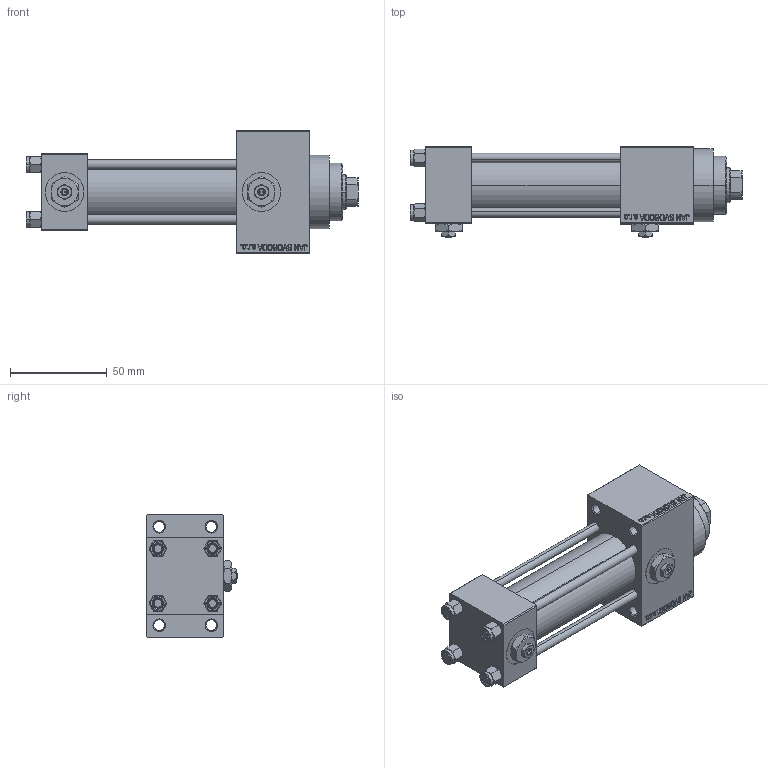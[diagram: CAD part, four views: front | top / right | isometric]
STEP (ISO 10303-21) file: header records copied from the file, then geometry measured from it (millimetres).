
FILE_DESCRIPTION (( 'STEP AP203' ), '1' );
FILE_NAME ('e2b7.STEP', '2022-04-15T04:00:22', ( '' ), ( '' ), 'SwSTEP 2.0', 'SolidWorks 2019', '' );
FILE_SCHEMA (( 'CONFIG_CONTROL_DESIGN' ));
Length unit declared in the file: millimetre
Products named in the file (7): e2b7; V215CR_D_Body 3bab2ab3e4e1e1b252f15735eef206c9; V215CR_VCP_D 3bab2ab3e4e1e1b252f15735eef206c9; V215CR_D_TYCINKA 3bab2ab3e4e1e1b252f15735eef206c9; Zatka_pro_OIL_PORT 3bab2ab3e4e1e1b252f15735eef206c9; V215_VC_A 3bab2ab3e4e1e1b252f15735eef206c9; NUT_M5_D 3bab2ab3e4e1e1b252f15735eef206c9
Assembly tree (13 placements, depth 2):
  e2b7
    V215CR_D_Body 3bab2ab3e4e1e1b252f15735eef206c9
    V215CR_VCP_D 3bab2ab3e4e1e1b252f15735eef206c9
    NUT_M5_D 3bab2ab3e4e1e1b252f15735eef206c9  x4
    V215CR_D_TYCINKA 3bab2ab3e4e1e1b252f15735eef206c9  x4
    V215_VC_A 3bab2ab3e4e1e1b252f15735eef206c9
    Zatka_pro_OIL_PORT 3bab2ab3e4e1e1b252f15735eef206c9  x2
Bounding box: 172 x 47 x 64 mm (x, y, z)
Volume: 197559.8 mm3; surface area: 74643.7 mm2
Topology: 13 solids, 13 shells, 1201 faces, 2966 edges, 1907 vertices
Faces by surface type: plane 541, bspline 368, cone 186, cylinder 98, torus 8
Entity records: 49045 total; most frequent: CARTESIAN_POINT 25621, ORIENTED_EDGE 5232, DIRECTION 3420, EDGE_CURVE 2616, VERTEX_POINT 1705, LINE 1548, VECTOR 1548, EDGE_LOOP 1177
